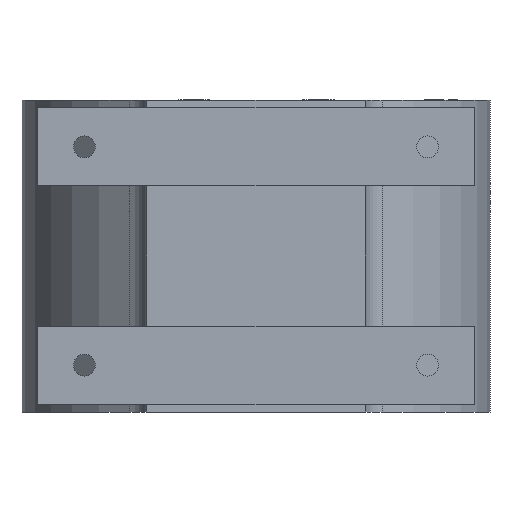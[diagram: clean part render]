
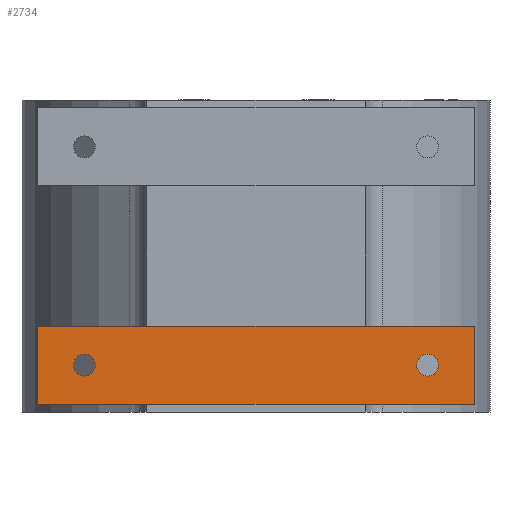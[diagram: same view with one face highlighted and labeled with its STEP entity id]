
A CAD part, front view. The second image highlights one B-rep face of the part: STEP entity #2734.
In plain terms, the highlighted planar face has unit normal (0, -1, 0).
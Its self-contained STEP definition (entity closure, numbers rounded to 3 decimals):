
#58 = DIRECTION ( 'NONE',  ( 0., 0., 1. ) ) ;
#68 = CIRCLE ( 'NONE', #6746, 3.5 ) ;
#102 = CARTESIAN_POINT ( 'NONE',  ( -70., -94., -22.5 ) ) ;
#528 = LINE ( 'NONE', #3427, #1723 ) ;
#593 = EDGE_LOOP ( 'NONE', ( #7200, #2328, #5999, #1949 ) ) ;
#893 = EDGE_CURVE ( 'Defeatured_0_92+Defeatured_0_93+Defeatured_0_91+Defeatured_0_89', #4909, #1050, #3209, .T. ) ;
#985 = EDGE_LOOP ( 'NONE', ( #4973, #1791 ) ) ;
#1046 = CIRCLE ( 'NONE', #5684, 3.5 ) ;
#1050 = VERTEX_POINT ( 'NONE', #1864 ) ;
#1632 = DIRECTION ( 'NONE',  ( 0., 0., -1. ) ) ;
#1723 = VECTOR ( 'NONE', #58, 1000. ) ;
#1791 = ORIENTED_EDGE ( 'NONE', *, *, #5737, .F. ) ;
#1864 = CARTESIAN_POINT ( 'NONE',  ( 70., -94., -22.5 ) ) ;
#1949 = ORIENTED_EDGE ( 'NONE', *, *, #2392, .F. ) ;
#2076 = CARTESIAN_POINT ( 'NONE',  ( -55., -94., -38.5 ) ) ;
#2218 = EDGE_CURVE ( 'Defeatured_0_131+Defeatured_0_93+Defeatured_0_93+Defeatured_0_93', #2925, #5121, #6723, .T. ) ;
#2302 = CARTESIAN_POINT ( 'NONE',  ( 0., -94., -35. ) ) ;
#2328 = ORIENTED_EDGE ( 'NONE', *, *, #893, .F. ) ;
#2392 = EDGE_CURVE ( 'Defeatured_0_90+Defeatured_0_93+Defeatured_0_89+Defeatured_0_91', #5099, #6327, #4179, .T. ) ;
#2411 = LINE ( 'NONE', #5615, #4118 ) ;
#2480 = VECTOR ( 'NONE', #5719, 1000. ) ;
#2734 = ADVANCED_FACE ( 'Defeatured_0_93', ( #6093, #3376, #4169 ), #2940, .T. ) ;
#2863 = CARTESIAN_POINT ( 'NONE',  ( 55., -94., -35. ) ) ;
#2869 = DIRECTION ( 'NONE',  ( 0., -1., 0. ) ) ;
#2925 = VERTEX_POINT ( 'NONE', #6444 ) ;
#2940 = PLANE ( 'NONE',  #3097 ) ;
#2991 = CARTESIAN_POINT ( 'NONE',  ( 55., -94., -31.5 ) ) ;
#3097 = AXIS2_PLACEMENT_3D ( 'NONE', #2302, #2869, #4647 ) ;
#3100 = DIRECTION ( 'NONE',  ( 0., 0., -1. ) ) ;
#3209 = LINE ( 'NONE', #6854, #2480 ) ;
#3376 = FACE_BOUND ( 'NONE', #6932, .T. ) ;
#3427 = CARTESIAN_POINT ( 'NONE',  ( -70., -94., -22.5 ) ) ;
#3510 = CARTESIAN_POINT ( 'NONE',  ( -70., -94., -47.5 ) ) ;
#3749 = DIRECTION ( 'NONE',  ( 0., -1., 0. ) ) ;
#3773 = DIRECTION ( 'NONE',  ( 0., 0., -1. ) ) ;
#3815 = CIRCLE ( 'NONE', #6646, 3.5 ) ;
#3820 = CARTESIAN_POINT ( 'NONE',  ( 70., -94., -47.5 ) ) ;
#3928 = EDGE_CURVE ( 'Defeatured_0_132+Defeatured_0_93+Defeatured_0_93+Defeatured_0_93', #7220, #5860, #3815, .T. ) ;
#4013 = DIRECTION ( 'NONE',  ( 0., 0., -1. ) ) ;
#4118 = VECTOR ( 'NONE', #6205, 1000. ) ;
#4169 = FACE_OUTER_BOUND ( 'NONE', #593, .T. ) ;
#4179 = LINE ( 'NONE', #5919, #4442 ) ;
#4206 = EDGE_CURVE ( 'Defeatured_0_91+Defeatured_0_93+Defeatured_0_90+Defeatured_0_92', #6327, #4909, #528, .T. ) ;
#4402 = EDGE_CURVE ( 'Defeatured_0_131+Defeatured_0_93+Defeatured_0_93+Defeatured_0_93', #5121, #2925, #68, .T. ) ;
#4442 = VECTOR ( 'NONE', #6425, 1000. ) ;
#4517 = ORIENTED_EDGE ( 'NONE', *, *, #4402, .F. ) ;
#4596 = DIRECTION ( 'NONE',  ( 0., -1., 0. ) ) ;
#4647 = DIRECTION ( 'NONE',  ( 0., 0., -1. ) ) ;
#4826 = CARTESIAN_POINT ( 'NONE',  ( 55., -94., -35. ) ) ;
#4909 = VERTEX_POINT ( 'NONE', #102 ) ;
#4973 = ORIENTED_EDGE ( 'NONE', *, *, #3928, .F. ) ;
#5099 = VERTEX_POINT ( 'NONE', #3820 ) ;
#5121 = VERTEX_POINT ( 'NONE', #2076 ) ;
#5366 = DIRECTION ( 'NONE',  ( 0., -1., 0. ) ) ;
#5615 = CARTESIAN_POINT ( 'NONE',  ( 70., -94., -22.5 ) ) ;
#5684 = AXIS2_PLACEMENT_3D ( 'NONE', #2863, #4596, #1632 ) ;
#5719 = DIRECTION ( 'NONE',  ( 1., 0., 0. ) ) ;
#5721 = CARTESIAN_POINT ( 'NONE',  ( -55., -94., -35. ) ) ;
#5737 = EDGE_CURVE ( 'Defeatured_0_132+Defeatured_0_93+Defeatured_0_93+Defeatured_0_93', #5860, #7220, #1046, .T. ) ;
#5860 = VERTEX_POINT ( 'NONE', #2991 ) ;
#5919 = CARTESIAN_POINT ( 'NONE',  ( -70., -94., -47.5 ) ) ;
#5999 = ORIENTED_EDGE ( 'NONE', *, *, #4206, .F. ) ;
#6093 = FACE_BOUND ( 'NONE', #985, .T. ) ;
#6205 = DIRECTION ( 'NONE',  ( 0., 0., -1. ) ) ;
#6282 = EDGE_CURVE ( 'Defeatured_0_89+Defeatured_0_93+Defeatured_0_92+Defeatured_0_90', #1050, #5099, #2411, .T. ) ;
#6327 = VERTEX_POINT ( 'NONE', #3510 ) ;
#6425 = DIRECTION ( 'NONE',  ( -1., 0., 0. ) ) ;
#6444 = CARTESIAN_POINT ( 'NONE',  ( -55., -94., -31.5 ) ) ;
#6646 = AXIS2_PLACEMENT_3D ( 'NONE', #4826, #5366, #3100 ) ;
#6698 = ORIENTED_EDGE ( 'NONE', *, *, #2218, .F. ) ;
#6723 = CIRCLE ( 'NONE', #6778, 3.5 ) ;
#6746 = AXIS2_PLACEMENT_3D ( 'NONE', #7229, #3749, #3773 ) ;
#6778 = AXIS2_PLACEMENT_3D ( 'NONE', #5721, #7417, #4013 ) ;
#6854 = CARTESIAN_POINT ( 'NONE',  ( -70., -94., -22.5 ) ) ;
#6932 = EDGE_LOOP ( 'NONE', ( #4517, #6698 ) ) ;
#7101 = CARTESIAN_POINT ( 'NONE',  ( 55., -94., -38.5 ) ) ;
#7200 = ORIENTED_EDGE ( 'NONE', *, *, #6282, .F. ) ;
#7220 = VERTEX_POINT ( 'NONE', #7101 ) ;
#7229 = CARTESIAN_POINT ( 'NONE',  ( -55., -94., -35. ) ) ;
#7417 = DIRECTION ( 'NONE',  ( 0., -1., 0. ) ) ;
